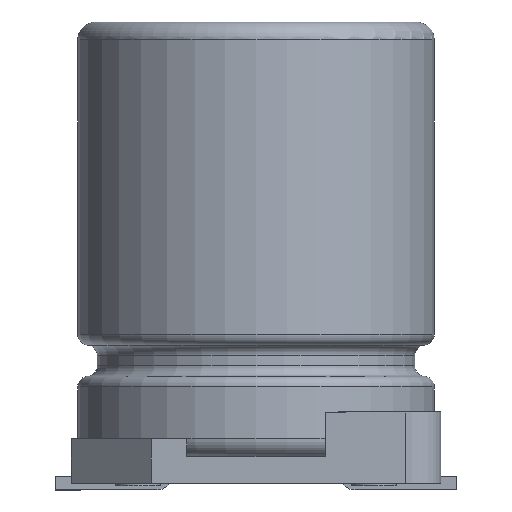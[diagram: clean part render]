
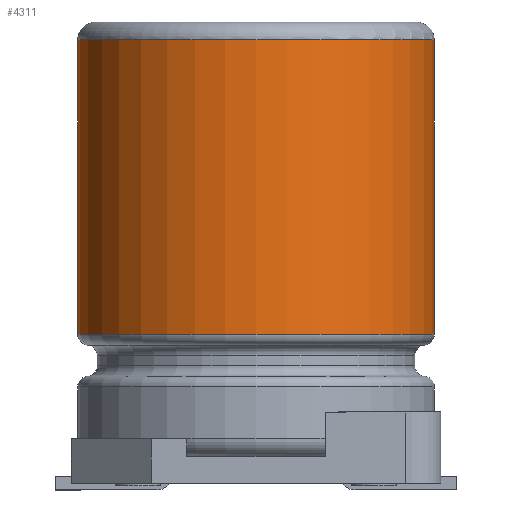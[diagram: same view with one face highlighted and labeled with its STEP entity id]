
A CAD part, front view. The second image highlights one B-rep face of the part: STEP entity #4311.
In plain terms, the highlighted cylindrical face has radius 4 mm (diameter 8 mm), a full revolution.
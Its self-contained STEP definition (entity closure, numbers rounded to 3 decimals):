
#146=CIRCLE('',#6022,4.);
#149=CIRCLE('',#6027,4.);
#194=CYLINDRICAL_SURFACE('',#6033,4.);
#879=ORIENTED_EDGE('',*,*,#1862,.T.);
#880=ORIENTED_EDGE('',*,*,#1859,.T.);
#1859=EDGE_CURVE('',#2376,#2376,#146,.T.);
#1862=EDGE_CURVE('',#2379,#2379,#149,.T.);
#2376=VERTEX_POINT('',#8765);
#2379=VERTEX_POINT('',#8773);
#3578=EDGE_LOOP('',(#879));
#3579=EDGE_LOOP('',(#880));
#3873=FACE_BOUND('',#3578,.T.);
#3874=FACE_BOUND('',#3579,.T.);
#4311=ADVANCED_FACE('',(#3873,#3874),#194,.T.);
#6022=AXIS2_PLACEMENT_3D('',#8764,#6845,#6846);
#6027=AXIS2_PLACEMENT_3D('',#8772,#6855,#6856);
#6033=AXIS2_PLACEMENT_3D('',#8780,#6867,#6868);
#6845=DIRECTION('',(0.,0.,-1.));
#6846=DIRECTION('',(0.,1.,0.));
#6855=DIRECTION('',(0.,0.,1.));
#6856=DIRECTION('',(0.,-1.,0.));
#6867=DIRECTION('',(0.,0.,-1.));
#6868=DIRECTION('',(0.,-1.,0.));
#8764=CARTESIAN_POINT('',(0.,0.,9.95));
#8765=CARTESIAN_POINT('',(0.,4.,9.95));
#8772=CARTESIAN_POINT('',(0.,0.,3.34));
#8773=CARTESIAN_POINT('',(0.,-4.,3.34));
#8780=CARTESIAN_POINT('',(0.,0.,10.5));
